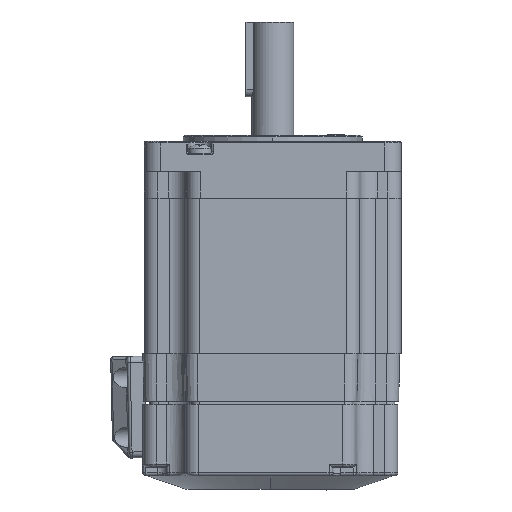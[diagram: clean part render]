
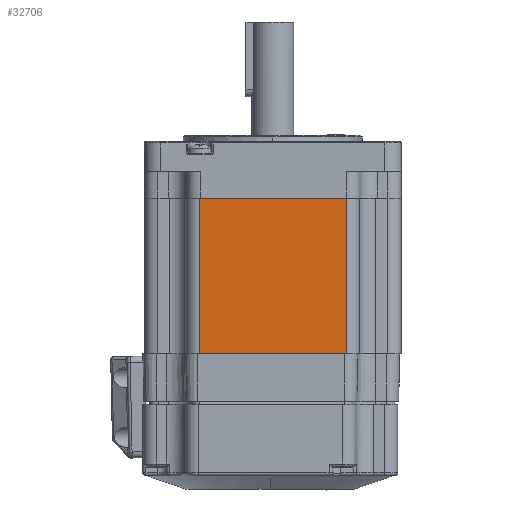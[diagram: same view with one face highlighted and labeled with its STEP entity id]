
A CAD part, left-side view. The second image highlights one B-rep face of the part: STEP entity #32706.
In plain terms, the highlighted planar face has unit normal (-1, 0, 0).
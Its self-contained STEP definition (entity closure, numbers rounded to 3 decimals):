
#3711 = LINE ( 'NONE', #60185, #67949 ) ;
#3721 = LINE ( 'NONE', #60338, #67999 ) ;
#3722 = LINE ( 'NONE', #60342, #68001 ) ;
#3723 = LINE ( 'NONE', #60346, #68002 ) ;
#6365 = EDGE_LOOP ( 'NONE', ( #12462, #12463, #12461, #12464 ) ) ;
#12461 = ORIENTED_EDGE ( 'NONE', *, *, #19202, .F. ) ;
#12462 = ORIENTED_EDGE ( 'NONE', *, *, #19171, .T. ) ;
#12463 = ORIENTED_EDGE ( 'NONE', *, *, #19201, .F. ) ;
#12464 = ORIENTED_EDGE ( 'NONE', *, *, #19203, .F. ) ;
#18270 = FACE_OUTER_BOUND ( 'NONE', #6365, .T. ) ;
#18695 = AXIS2_PLACEMENT_3D ( 'NONE', #22171, #22173, #22175 ) ;
#19171 = EDGE_CURVE ( 'NONE', #62231, #62230, #3711, .T. ) ;
#19201 = EDGE_CURVE ( 'NONE', #62250, #62230, #3721, .T. ) ;
#19202 = EDGE_CURVE ( 'NONE', #62251, #62250, #3722, .T. ) ;
#19203 = EDGE_CURVE ( 'NONE', #62231, #62251, #3723, .T. ) ;
#22169 = PLANE ( 'NONE',  #18695 ) ;
#22171 = CARTESIAN_POINT ( 'NONE',  ( -43., -24.5, -45. ) ) ;
#22173 = DIRECTION ( 'NONE',  ( -1., 0., 0. ) ) ;
#22175 = DIRECTION ( 'NONE',  ( 0., 0., 1. ) ) ;
#32706 = ADVANCED_FACE ( 'NONE', ( #18270 ), #22169, .T. ) ;
#51450 = CARTESIAN_POINT ( 'NONE',  ( -43., 24.5, 0. ) ) ;
#51451 = CARTESIAN_POINT ( 'NONE',  ( -43., -24.5, 0. ) ) ;
#51470 = CARTESIAN_POINT ( 'NONE',  ( -43., 24.5, -52. ) ) ;
#51471 = CARTESIAN_POINT ( 'NONE',  ( -43., -24.5, -52. ) ) ;
#60185 = CARTESIAN_POINT ( 'NONE',  ( -43., -24.5, 0. ) ) ;
#60186 = DIRECTION ( 'NONE',  ( 0., 1., 0. ) ) ;
#60338 = CARTESIAN_POINT ( 'NONE',  ( -43., 24.5, -45. ) ) ;
#60339 = DIRECTION ( 'NONE',  ( 0., 0., 1. ) ) ;
#60342 = CARTESIAN_POINT ( 'NONE',  ( -43., -24.5, -52. ) ) ;
#60343 = DIRECTION ( 'NONE',  ( 0., 1., 0. ) ) ;
#60346 = CARTESIAN_POINT ( 'NONE',  ( -43., -24.5, -45. ) ) ;
#60347 = DIRECTION ( 'NONE',  ( 0., 0., -1. ) ) ;
#62230 = VERTEX_POINT ( 'NONE', #51450 ) ;
#62231 = VERTEX_POINT ( 'NONE', #51451 ) ;
#62250 = VERTEX_POINT ( 'NONE', #51470 ) ;
#62251 = VERTEX_POINT ( 'NONE', #51471 ) ;
#67949 = VECTOR ( 'NONE', #60186, 1000. ) ;
#67999 = VECTOR ( 'NONE', #60339, 1000. ) ;
#68001 = VECTOR ( 'NONE', #60343, 1000. ) ;
#68002 = VECTOR ( 'NONE', #60347, 1000. ) ;
